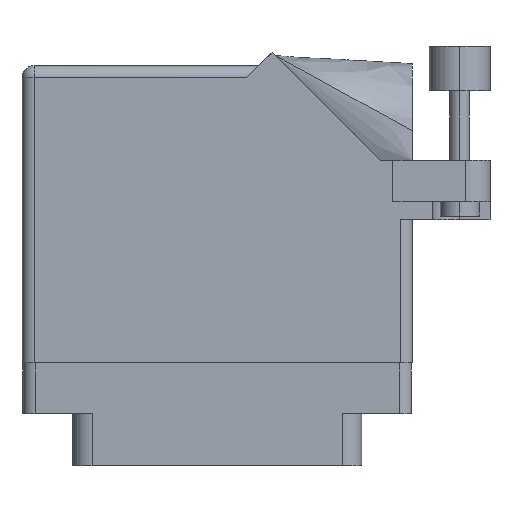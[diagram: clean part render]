
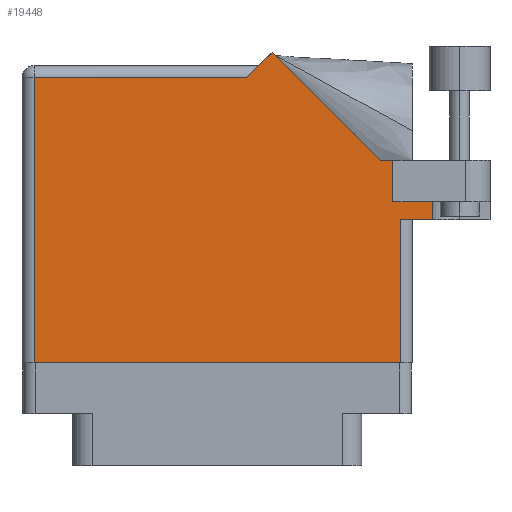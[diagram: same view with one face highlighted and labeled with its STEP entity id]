
A CAD part, front view. The second image highlights one B-rep face of the part: STEP entity #19448.
In plain terms, the highlighted face is planar.
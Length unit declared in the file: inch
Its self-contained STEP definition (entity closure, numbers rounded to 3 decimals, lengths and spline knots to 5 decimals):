
#51 = ORIENTED_EDGE ( 'NONE', *, *, #6252, .F. ) ;
#174 = LINE ( 'NONE', #11052, #9547 ) ;
#228 = CARTESIAN_POINT ( 'NONE',  ( 1.217, 1.53, 0. ) ) ;
#597 = ORIENTED_EDGE ( 'NONE', *, *, #5575, .T. ) ;
#911 = DIRECTION ( 'NONE',  ( 0., 1., 0. ) ) ;
#1724 = ORIENTED_EDGE ( 'NONE', *, *, #35244, .T. ) ;
#2195 = PLANE ( 'NONE',  #19215 ) ;
#2215 = LINE ( 'NONE', #13058, #11526 ) ;
#2747 = VERTEX_POINT ( 'NONE', #3008 ) ;
#3008 = CARTESIAN_POINT ( 'NONE',  ( 1.155, 1.468, 0. ) ) ;
#3372 = DIRECTION ( 'NONE',  ( 1., 0., 0. ) ) ;
#3422 = LINE ( 'NONE', #3775, #9723 ) ;
#3775 = CARTESIAN_POINT ( 'NONE',  ( 1.948, 0.737, 0. ) ) ;
#4850 = VERTEX_POINT ( 'NONE', #34955 ) ;
#5575 = EDGE_CURVE ( 'NONE', #34227, #32130, #20611, .T. ) ;
#5760 = DIRECTION ( 'NONE',  ( -0.707, -0.707, 0. ) ) ;
#6090 = DIRECTION ( 'NONE',  ( 0., 1., 0. ) ) ;
#6252 = EDGE_CURVE ( 'NONE', #29093, #30810, #11030, .T. ) ;
#7054 = CARTESIAN_POINT ( 'NONE',  ( 1.84442, 1.044, 0. ) ) ;
#7641 = EDGE_CURVE ( 'NONE', #4850, #34227, #25050, .T. ) ;
#7895 = EDGE_CURVE ( 'NONE', #29093, #4850, #2215, .T. ) ;
#8797 = DIRECTION ( 'NONE',  ( -1., 0., 0. ) ) ;
#9419 = VERTEX_POINT ( 'NONE', #9643 ) ;
#9547 = VECTOR ( 'NONE', #11560, 39.37008 ) ;
#9643 = CARTESIAN_POINT ( 'NONE',  ( 1.948, 0., 0. ) ) ;
#9686 = CARTESIAN_POINT ( 'NONE',  ( 0.062, 1.468, 0. ) ) ;
#9723 = VECTOR ( 'NONE', #911, 39.37008 ) ;
#10352 = DIRECTION ( 'NONE',  ( -1., 0., 0. ) ) ;
#10854 = VERTEX_POINT ( 'NONE', #28806 ) ;
#11030 = LINE ( 'NONE', #21948, #23175 ) ;
#11052 = CARTESIAN_POINT ( 'NONE',  ( 2.01, 0.737, 0. ) ) ;
#11102 = LINE ( 'NONE', #228, #31730 ) ;
#11339 = VERTEX_POINT ( 'NONE', #18293 ) ;
#11526 = VECTOR ( 'NONE', #6090, 39.37008 ) ;
#11560 = DIRECTION ( 'NONE',  ( 1., 0., 0. ) ) ;
#11676 = VECTOR ( 'NONE', #18100, 39.37008 ) ;
#11772 = VECTOR ( 'NONE', #16581, 39.37008 ) ;
#12055 = ORIENTED_EDGE ( 'NONE', *, *, #22087, .T. ) ;
#12769 = LINE ( 'NONE', #31533, #18951 ) ;
#13058 = CARTESIAN_POINT ( 'NONE',  ( 1.91, 0.831, 0. ) ) ;
#13747 = CARTESIAN_POINT ( 'NONE',  ( 2.1115, 0.831, 0. ) ) ;
#13994 = CARTESIAN_POINT ( 'NONE',  ( 1.91, 0.831, 0. ) ) ;
#14084 = VECTOR ( 'NONE', #10352, 39.37008 ) ;
#14954 = EDGE_CURVE ( 'NONE', #20258, #15593, #21629, .T. ) ;
#15282 = ORIENTED_EDGE ( 'NONE', *, *, #7895, .T. ) ;
#15359 = CARTESIAN_POINT ( 'NONE',  ( 0., 1.53, 0. ) ) ;
#15593 = VERTEX_POINT ( 'NONE', #19972 ) ;
#15682 = EDGE_LOOP ( 'NONE', ( #26011, #20082, #12055, #31199, #51, #15282, #30444, #597, #1724, #25763, #29587 ) ) ;
#16381 = LINE ( 'NONE', #24603, #17276 ) ;
#16581 = DIRECTION ( 'NONE',  ( 0., -1., 0. ) ) ;
#17276 = VECTOR ( 'NONE', #24779, 39.37008 ) ;
#17688 = DIRECTION ( 'NONE',  ( -1., 0., 0. ) ) ;
#17822 = CARTESIAN_POINT ( 'NONE',  ( 1.84442, 1.044, 0. ) ) ;
#18100 = DIRECTION ( 'NONE',  ( -0.707, 0.707, 0. ) ) ;
#18293 = CARTESIAN_POINT ( 'NONE',  ( 2.1115, 0.737, 0. ) ) ;
#18565 = LINE ( 'NONE', #20904, #14084 ) ;
#18780 = EDGE_CURVE ( 'NONE', #9419, #10854, #3422, .T. ) ;
#18951 = VECTOR ( 'NONE', #26536, 39.37008 ) ;
#19215 = AXIS2_PLACEMENT_3D ( 'NONE', #15359, #21101, #17688 ) ;
#19448 = ADVANCED_FACE ( 'NONE', ( #23240 ), #2195, .F. ) ;
#19972 = CARTESIAN_POINT ( 'NONE',  ( 0.062, 0., 0. ) ) ;
#20082 = ORIENTED_EDGE ( 'NONE', *, *, #18780, .T. ) ;
#20258 = VERTEX_POINT ( 'NONE', #9686 ) ;
#20611 = LINE ( 'NONE', #7054, #11676 ) ;
#20904 = CARTESIAN_POINT ( 'NONE',  ( 0., 1.468, 0. ) ) ;
#21101 = DIRECTION ( 'NONE',  ( 0., 0., -1. ) ) ;
#21629 = LINE ( 'NONE', #27494, #11772 ) ;
#21785 = VECTOR ( 'NONE', #8797, 39.37008 ) ;
#21905 = EDGE_CURVE ( 'NONE', #2747, #20258, #18565, .T. ) ;
#21948 = CARTESIAN_POINT ( 'NONE',  ( 1.91, 0.831, 0. ) ) ;
#22087 = EDGE_CURVE ( 'NONE', #10854, #11339, #174, .T. ) ;
#22372 = CARTESIAN_POINT ( 'NONE',  ( 2.41, 1.044, 0. ) ) ;
#23175 = VECTOR ( 'NONE', #3372, 39.37008 ) ;
#23240 = FACE_OUTER_BOUND ( 'NONE', #15682, .T. ) ;
#23981 = CARTESIAN_POINT ( 'NONE',  ( 1.28771, 1.60071, 0. ) ) ;
#24603 = CARTESIAN_POINT ( 'NONE',  ( 2.1115, 1.16177, 0. ) ) ;
#24779 = DIRECTION ( 'NONE',  ( 0., -1., 0. ) ) ;
#25050 = LINE ( 'NONE', #22372, #21785 ) ;
#25763 = ORIENTED_EDGE ( 'NONE', *, *, #21905, .T. ) ;
#26011 = ORIENTED_EDGE ( 'NONE', *, *, #27691, .T. ) ;
#26536 = DIRECTION ( 'NONE',  ( 1., 0., 0. ) ) ;
#27494 = CARTESIAN_POINT ( 'NONE',  ( 0.062, 0., 0. ) ) ;
#27691 = EDGE_CURVE ( 'NONE', #15593, #9419, #12769, .T. ) ;
#28735 = EDGE_CURVE ( 'NONE', #30810, #11339, #16381, .T. ) ;
#28806 = CARTESIAN_POINT ( 'NONE',  ( 1.948, 0.737, 0. ) ) ;
#29093 = VERTEX_POINT ( 'NONE', #13994 ) ;
#29587 = ORIENTED_EDGE ( 'NONE', *, *, #14954, .T. ) ;
#30444 = ORIENTED_EDGE ( 'NONE', *, *, #7641, .T. ) ;
#30810 = VERTEX_POINT ( 'NONE', #13747 ) ;
#31199 = ORIENTED_EDGE ( 'NONE', *, *, #28735, .F. ) ;
#31533 = CARTESIAN_POINT ( 'NONE',  ( 0., 0., 0. ) ) ;
#31730 = VECTOR ( 'NONE', #5760, 39.37008 ) ;
#32130 = VERTEX_POINT ( 'NONE', #23981 ) ;
#34227 = VERTEX_POINT ( 'NONE', #17822 ) ;
#34955 = CARTESIAN_POINT ( 'NONE',  ( 1.91, 1.044, 0. ) ) ;
#35244 = EDGE_CURVE ( 'NONE', #32130, #2747, #11102, .T. ) ;
